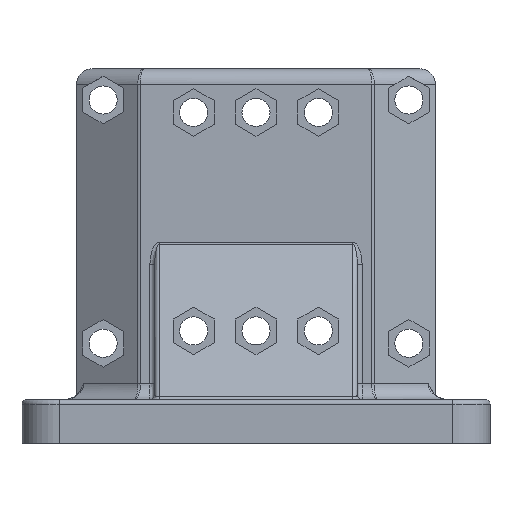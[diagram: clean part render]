
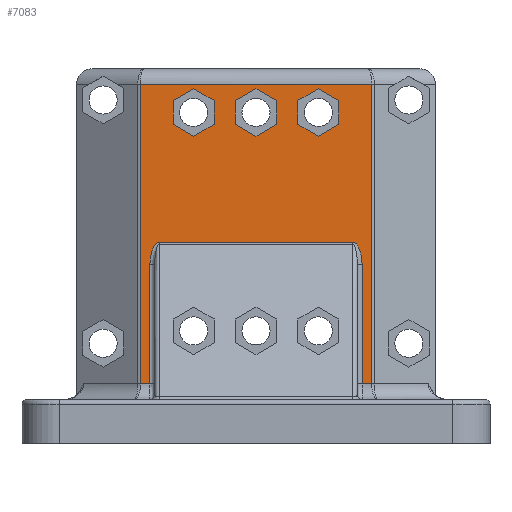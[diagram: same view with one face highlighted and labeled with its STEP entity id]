
A CAD part, front view. The second image highlights one B-rep face of the part: STEP entity #7083.
In plain terms, the highlighted planar face has unit normal (0, -1, 0).
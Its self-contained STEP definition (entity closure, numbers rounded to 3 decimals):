
#6284=CARTESIAN_POINT('',(-31.,-15.5,64.328));
#6285=VERTEX_POINT('',#6284);
#6286=CARTESIAN_POINT('',(-34.0,-15.5,57.15));
#6287=VERTEX_POINT('',#6286);
#6288=CARTESIAN_POINT('',(-31.,-15.5,57.15));
#6289=DIRECTION('',(0.0,-1.0,0.0));
#6290=DIRECTION('',(0.0,0.0,1.0));
#6291=AXIS2_PLACEMENT_3D('',#6288,#6289,#6290);
#6292=ELLIPSE('',#6291,7.179,3.);
#6293=EDGE_CURVE('',#6285,#6287,#6292,.T.);
#6393=CARTESIAN_POINT('',(-34.0,-15.5,19.0));
#6394=VERTEX_POINT('',#6393);
#6411=CARTESIAN_POINT('',(-34.0,-15.5,57.15));
#6412=DIRECTION('',(0.0,0.0,-1.0));
#6413=VECTOR('',#6412,38.15);
#6414=LINE('',#6411,#6413);
#6415=EDGE_CURVE('',#6287,#6394,#6414,.T.);
#6555=CARTESIAN_POINT('',(34.0,-15.5,57.15));
#6556=VERTEX_POINT('',#6555);
#6557=CARTESIAN_POINT('',(31.,-15.5,64.328));
#6558=VERTEX_POINT('',#6557);
#6559=CARTESIAN_POINT('',(31.,-15.5,57.15));
#6560=DIRECTION('',(0.0,-1.0,0.0));
#6561=DIRECTION('',(0.0,0.0,1.0));
#6562=AXIS2_PLACEMENT_3D('',#6559,#6560,#6561);
#6563=ELLIPSE('',#6562,7.179,3.);
#6564=EDGE_CURVE('',#6556,#6558,#6563,.T.);
#6600=CARTESIAN_POINT('',(31.,-15.5,64.328));
#6601=DIRECTION('',(-1.0,0.0,0.0));
#6602=VECTOR('',#6601,62.);
#6603=LINE('',#6600,#6602);
#6604=EDGE_CURVE('',#6558,#6285,#6603,.T.);
#6767=CARTESIAN_POINT('',(34.0,-15.5,19.0));
#6768=VERTEX_POINT('',#6767);
#6823=CARTESIAN_POINT('',(34.0,-15.5,19.0));
#6824=DIRECTION('',(0.0,0.0,1.0));
#6825=VECTOR('',#6824,38.15);
#6826=LINE('',#6823,#6825);
#6827=EDGE_CURVE('',#6768,#6556,#6826,.T.);
#6883=CARTESIAN_POINT('',(37.5,-15.5,14.));
#6884=DIRECTION('',(0.0,-1.0,0.0));
#6885=DIRECTION('',(0.0,0.0,-1.0));
#6886=AXIS2_PLACEMENT_3D('',#6883,#6884,#6885);
#6887=PLANE('',#6886);
#6888=ORIENTED_EDGE('',*,*,#6415,.F.);
#6889=ORIENTED_EDGE('',*,*,#6293,.F.);
#6890=ORIENTED_EDGE('',*,*,#6604,.F.);
#6891=ORIENTED_EDGE('',*,*,#6564,.F.);
#6892=ORIENTED_EDGE('',*,*,#6827,.F.);
#6893=CARTESIAN_POINT('',(37.027,-15.5,19.0));
#6894=VERTEX_POINT('',#6893);
#6895=CARTESIAN_POINT('',(37.027,-15.5,19.0));
#6896=DIRECTION('',(-1.0,0.0,0.0));
#6897=VECTOR('',#6896,3.027);
#6898=LINE('',#6895,#6897);
#6899=EDGE_CURVE('',#6894,#6768,#6898,.T.);
#6900=ORIENTED_EDGE('',*,*,#6899,.F.);
#6901=CARTESIAN_POINT('',(37.027,-15.5,115.));
#6902=VERTEX_POINT('',#6901);
#6903=CARTESIAN_POINT('',(37.027,-15.5,115.));
#6904=DIRECTION('',(0.0,0.0,-1.0));
#6905=VECTOR('',#6904,96.);
#6906=LINE('',#6903,#6905);
#6907=EDGE_CURVE('',#6902,#6894,#6906,.T.);
#6908=ORIENTED_EDGE('',*,*,#6907,.F.);
#6909=CARTESIAN_POINT('',(-37.027,-15.5,115.));
#6910=VERTEX_POINT('',#6909);
#6911=CARTESIAN_POINT('',(-37.027,-15.5,115.));
#6912=DIRECTION('',(1.0,0.0,0.0));
#6913=VECTOR('',#6912,74.054);
#6914=LINE('',#6911,#6913);
#6915=EDGE_CURVE('',#6910,#6902,#6914,.T.);
#6916=ORIENTED_EDGE('',*,*,#6915,.F.);
#6917=CARTESIAN_POINT('',(-37.027,-15.5,19.0));
#6918=VERTEX_POINT('',#6917);
#6919=CARTESIAN_POINT('',(-37.027,-15.5,19.0));
#6920=DIRECTION('',(0.0,0.0,1.0));
#6921=VECTOR('',#6920,96.);
#6922=LINE('',#6919,#6921);
#6923=EDGE_CURVE('',#6918,#6910,#6922,.T.);
#6924=ORIENTED_EDGE('',*,*,#6923,.F.);
#6925=CARTESIAN_POINT('',(-34.0,-15.5,19.0));
#6926=DIRECTION('',(-1.0,0.0,0.0));
#6927=VECTOR('',#6926,3.027);
#6928=LINE('',#6925,#6927);
#6929=EDGE_CURVE('',#6394,#6918,#6928,.T.);
#6930=ORIENTED_EDGE('',*,*,#6929,.F.);
#6931=EDGE_LOOP('',(#6888,#6889,#6890,#6891,#6892,#6900,#6908,#6916,#6924,#6930));
#6932=FACE_OUTER_BOUND('',#6931,.T.);
#6933=CARTESIAN_POINT('',(-26.6,-15.5,109.811));
#6934=VERTEX_POINT('',#6933);
#6935=CARTESIAN_POINT('',(-20.,-15.5,113.621));
#6936=VERTEX_POINT('',#6935);
#6937=CARTESIAN_POINT('',(-26.6,-15.5,109.811));
#6938=DIRECTION('',(0.866,0.0,0.5));
#6939=VECTOR('',#6938,7.621);
#6940=LINE('',#6937,#6939);
#6941=EDGE_CURVE('',#6934,#6936,#6940,.T.);
#6942=ORIENTED_EDGE('',*,*,#6941,.T.);
#6943=CARTESIAN_POINT('',(-13.4,-15.5,109.811));
#6944=VERTEX_POINT('',#6943);
#6945=CARTESIAN_POINT('',(-20.,-15.5,113.621));
#6946=DIRECTION('',(0.866,0.0,-0.5));
#6947=VECTOR('',#6946,7.621);
#6948=LINE('',#6945,#6947);
#6949=EDGE_CURVE('',#6936,#6944,#6948,.T.);
#6950=ORIENTED_EDGE('',*,*,#6949,.T.);
#6951=CARTESIAN_POINT('',(-13.4,-15.5,102.189));
#6952=VERTEX_POINT('',#6951);
#6953=CARTESIAN_POINT('',(-13.4,-15.5,109.811));
#6954=DIRECTION('',(0.0,0.0,-1.0));
#6955=VECTOR('',#6954,7.621);
#6956=LINE('',#6953,#6955);
#6957=EDGE_CURVE('',#6944,#6952,#6956,.T.);
#6958=ORIENTED_EDGE('',*,*,#6957,.T.);
#6959=CARTESIAN_POINT('',(-20.,-15.5,98.379));
#6960=VERTEX_POINT('',#6959);
#6961=CARTESIAN_POINT('',(-13.4,-15.5,102.189));
#6962=DIRECTION('',(-0.866,0.0,-0.5));
#6963=VECTOR('',#6962,7.621);
#6964=LINE('',#6961,#6963);
#6965=EDGE_CURVE('',#6952,#6960,#6964,.T.);
#6966=ORIENTED_EDGE('',*,*,#6965,.T.);
#6967=CARTESIAN_POINT('',(-26.6,-15.5,102.189));
#6968=VERTEX_POINT('',#6967);
#6969=CARTESIAN_POINT('',(-20.,-15.5,98.379));
#6970=DIRECTION('',(-0.866,0.0,0.5));
#6971=VECTOR('',#6970,7.621);
#6972=LINE('',#6969,#6971);
#6973=EDGE_CURVE('',#6960,#6968,#6972,.T.);
#6974=ORIENTED_EDGE('',*,*,#6973,.T.);
#6975=CARTESIAN_POINT('',(-26.6,-15.5,102.189));
#6976=DIRECTION('',(0.0,0.0,1.0));
#6977=VECTOR('',#6976,7.621);
#6978=LINE('',#6975,#6977);
#6979=EDGE_CURVE('',#6968,#6934,#6978,.T.);
#6980=ORIENTED_EDGE('',*,*,#6979,.T.);
#6981=EDGE_LOOP('',(#6942,#6950,#6958,#6966,#6974,#6980));
#6982=FACE_BOUND('',#6981,.T.);
#6983=CARTESIAN_POINT('',(13.4,-15.5,109.811));
#6984=VERTEX_POINT('',#6983);
#6985=CARTESIAN_POINT('',(20.,-15.5,113.621));
#6986=VERTEX_POINT('',#6985);
#6987=CARTESIAN_POINT('',(13.4,-15.5,109.811));
#6988=DIRECTION('',(0.866,0.0,0.5));
#6989=VECTOR('',#6988,7.621);
#6990=LINE('',#6987,#6989);
#6991=EDGE_CURVE('',#6984,#6986,#6990,.T.);
#6992=ORIENTED_EDGE('',*,*,#6991,.T.);
#6993=CARTESIAN_POINT('',(26.6,-15.5,109.811));
#6994=VERTEX_POINT('',#6993);
#6995=CARTESIAN_POINT('',(20.,-15.5,113.621));
#6996=DIRECTION('',(0.866,0.0,-0.5));
#6997=VECTOR('',#6996,7.621);
#6998=LINE('',#6995,#6997);
#6999=EDGE_CURVE('',#6986,#6994,#6998,.T.);
#7000=ORIENTED_EDGE('',*,*,#6999,.T.);
#7001=CARTESIAN_POINT('',(26.6,-15.5,102.189));
#7002=VERTEX_POINT('',#7001);
#7003=CARTESIAN_POINT('',(26.6,-15.5,109.811));
#7004=DIRECTION('',(0.0,0.0,-1.0));
#7005=VECTOR('',#7004,7.621);
#7006=LINE('',#7003,#7005);
#7007=EDGE_CURVE('',#6994,#7002,#7006,.T.);
#7008=ORIENTED_EDGE('',*,*,#7007,.T.);
#7009=CARTESIAN_POINT('',(20.,-15.5,98.379));
#7010=VERTEX_POINT('',#7009);
#7011=CARTESIAN_POINT('',(26.6,-15.5,102.189));
#7012=DIRECTION('',(-0.866,0.0,-0.5));
#7013=VECTOR('',#7012,7.621);
#7014=LINE('',#7011,#7013);
#7015=EDGE_CURVE('',#7002,#7010,#7014,.T.);
#7016=ORIENTED_EDGE('',*,*,#7015,.T.);
#7017=CARTESIAN_POINT('',(13.4,-15.5,102.189));
#7018=VERTEX_POINT('',#7017);
#7019=CARTESIAN_POINT('',(20.,-15.5,98.379));
#7020=DIRECTION('',(-0.866,0.0,0.5));
#7021=VECTOR('',#7020,7.621);
#7022=LINE('',#7019,#7021);
#7023=EDGE_CURVE('',#7010,#7018,#7022,.T.);
#7024=ORIENTED_EDGE('',*,*,#7023,.T.);
#7025=CARTESIAN_POINT('',(13.4,-15.5,102.189));
#7026=DIRECTION('',(0.0,0.0,1.0));
#7027=VECTOR('',#7026,7.621);
#7028=LINE('',#7025,#7027);
#7029=EDGE_CURVE('',#7018,#6984,#7028,.T.);
#7030=ORIENTED_EDGE('',*,*,#7029,.T.);
#7031=EDGE_LOOP('',(#6992,#7000,#7008,#7016,#7024,#7030));
#7032=FACE_BOUND('',#7031,.T.);
#7033=CARTESIAN_POINT('',(-6.6,-15.5,102.189));
#7034=VERTEX_POINT('',#7033);
#7035=CARTESIAN_POINT('',(-6.6,-15.5,109.811));
#7036=VERTEX_POINT('',#7035);
#7037=CARTESIAN_POINT('',(-6.6,-15.5,102.189));
#7038=DIRECTION('',(0.0,0.0,1.0));
#7039=VECTOR('',#7038,7.621);
#7040=LINE('',#7037,#7039);
#7041=EDGE_CURVE('',#7034,#7036,#7040,.T.);
#7042=ORIENTED_EDGE('',*,*,#7041,.T.);
#7043=CARTESIAN_POINT('',(0.0,-15.5,113.621));
#7044=VERTEX_POINT('',#7043);
#7045=CARTESIAN_POINT('',(-6.6,-15.5,109.811));
#7046=DIRECTION('',(0.866,0.0,0.5));
#7047=VECTOR('',#7046,7.621);
#7048=LINE('',#7045,#7047);
#7049=EDGE_CURVE('',#7036,#7044,#7048,.T.);
#7050=ORIENTED_EDGE('',*,*,#7049,.T.);
#7051=CARTESIAN_POINT('',(6.6,-15.5,109.811));
#7052=VERTEX_POINT('',#7051);
#7053=CARTESIAN_POINT('',(0.,-15.5,113.621));
#7054=DIRECTION('',(0.866,0.0,-0.5));
#7055=VECTOR('',#7054,7.621);
#7056=LINE('',#7053,#7055);
#7057=EDGE_CURVE('',#7044,#7052,#7056,.T.);
#7058=ORIENTED_EDGE('',*,*,#7057,.T.);
#7059=CARTESIAN_POINT('',(6.6,-15.5,102.189));
#7060=VERTEX_POINT('',#7059);
#7061=CARTESIAN_POINT('',(6.6,-15.5,109.811));
#7062=DIRECTION('',(0.0,0.0,-1.0));
#7063=VECTOR('',#7062,7.621);
#7064=LINE('',#7061,#7063);
#7065=EDGE_CURVE('',#7052,#7060,#7064,.T.);
#7066=ORIENTED_EDGE('',*,*,#7065,.T.);
#7067=CARTESIAN_POINT('',(0.,-15.5,98.379));
#7068=VERTEX_POINT('',#7067);
#7069=CARTESIAN_POINT('',(6.6,-15.5,102.189));
#7070=DIRECTION('',(-0.866,0.0,-0.5));
#7071=VECTOR('',#7070,7.621);
#7072=LINE('',#7069,#7071);
#7073=EDGE_CURVE('',#7060,#7068,#7072,.T.);
#7074=ORIENTED_EDGE('',*,*,#7073,.T.);
#7075=CARTESIAN_POINT('',(0.,-15.5,98.379));
#7076=DIRECTION('',(-0.866,0.0,0.5));
#7077=VECTOR('',#7076,7.621);
#7078=LINE('',#7075,#7077);
#7079=EDGE_CURVE('',#7068,#7034,#7078,.T.);
#7080=ORIENTED_EDGE('',*,*,#7079,.T.);
#7081=EDGE_LOOP('',(#7042,#7050,#7058,#7066,#7074,#7080));
#7082=FACE_BOUND('',#7081,.T.);
#7083=ADVANCED_FACE('',(#6932,#6982,#7032,#7082),#6887,.T.);
